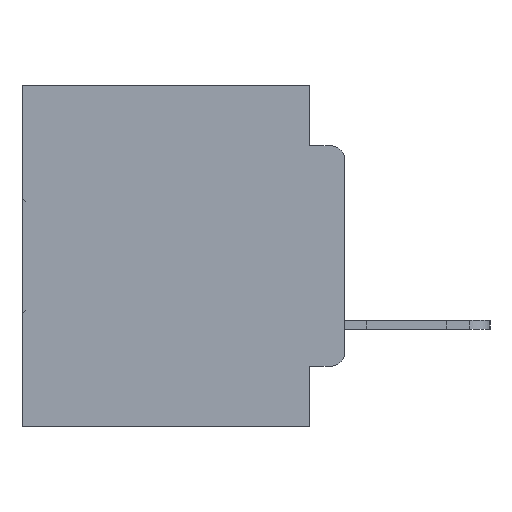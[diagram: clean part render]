
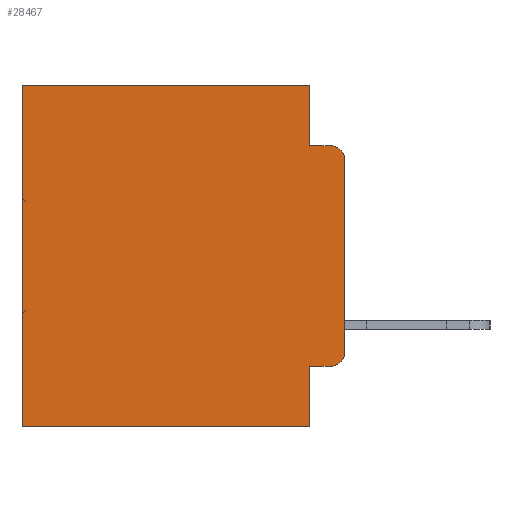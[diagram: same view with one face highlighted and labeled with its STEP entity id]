
A CAD part, left-side view. The second image highlights one B-rep face of the part: STEP entity #28467.
In plain terms, the highlighted planar face has unit normal (-1, 0, 0).
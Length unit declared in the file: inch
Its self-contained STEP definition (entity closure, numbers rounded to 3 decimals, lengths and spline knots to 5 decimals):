
#43 = CIRCLE ( 'NONE', #16481, 0.02 ) ;
#180 = CARTESIAN_POINT ( 'NONE',  ( 0.298, 0.051, -0.4115 ) ) ;
#502 = ORIENTED_EDGE ( 'NONE', *, *, #22372, .T. ) ;
#1330 = DIRECTION ( 'NONE',  ( 0., -1., 0. ) ) ;
#1419 = EDGE_CURVE ( 'NONE', #28807, #23497, #30660, .T. ) ;
#1560 = CARTESIAN_POINT ( 'NONE',  ( 0.298, 0., -0.3915 ) ) ;
#1719 = CARTESIAN_POINT ( 'NONE',  ( 0.298, 0.051, 0. ) ) ;
#1963 = ORIENTED_EDGE ( 'NONE', *, *, #30785, .F. ) ;
#1968 = VERTEX_POINT ( 'NONE', #13166 ) ;
#1991 = CARTESIAN_POINT ( 'NONE',  ( 0.298, 0.02, -0.4115 ) ) ;
#2757 = ORIENTED_EDGE ( 'NONE', *, *, #30537, .T. ) ;
#2912 = CARTESIAN_POINT ( 'NONE',  ( 0.298, 0.473, 0. ) ) ;
#3213 = VERTEX_POINT ( 'NONE', #31562 ) ;
#4109 = DIRECTION ( 'NONE',  ( -1., 0., 0. ) ) ;
#4427 = CARTESIAN_POINT ( 'NONE',  ( 0.298, 0.051, -0.4115 ) ) ;
#4642 = VECTOR ( 'NONE', #22813, 39.37008 ) ;
#5152 = CARTESIAN_POINT ( 'NONE',  ( 0.298, 0., -0.5 ) ) ;
#5291 = VERTEX_POINT ( 'NONE', #180 ) ;
#5298 = CARTESIAN_POINT ( 'NONE',  ( 0.298, 0., 0. ) ) ;
#5672 = DIRECTION ( 'NONE',  ( 0., 1., 0. ) ) ;
#6595 = ORIENTED_EDGE ( 'NONE', *, *, #11750, .T. ) ;
#6750 = LINE ( 'NONE', #5298, #32689 ) ;
#7122 = VERTEX_POINT ( 'NONE', #23188 ) ;
#7365 = VERTEX_POINT ( 'NONE', #19692 ) ;
#7589 = VECTOR ( 'NONE', #26185, 39.37008 ) ;
#7651 = CARTESIAN_POINT ( 'NONE',  ( 0.298, 0., 0. ) ) ;
#8611 = CARTESIAN_POINT ( 'NONE',  ( 0.298, 0.051, 0. ) ) ;
#10092 = VECTOR ( 'NONE', #23121, 39.37008 ) ;
#11689 = LINE ( 'NONE', #20739, #24035 ) ;
#11750 = EDGE_CURVE ( 'NONE', #19425, #7122, #17206, .T. ) ;
#12293 = DIRECTION ( 'NONE',  ( 0., 0., -1. ) ) ;
#12325 = EDGE_LOOP ( 'NONE', ( #29834, #502, #22666, #24723, #2757, #6595, #21308, #1963, #17420, #26807 ) ) ;
#12871 = VECTOR ( 'NONE', #1330, 39.37008 ) ;
#13166 = CARTESIAN_POINT ( 'NONE',  ( 0.298, 0.02, -0.0885 ) ) ;
#13902 = DIRECTION ( 'NONE',  ( 0., 0., -1. ) ) ;
#14694 = DIRECTION ( 'NONE',  ( 0., 0., -1. ) ) ;
#14702 = DIRECTION ( 'NONE',  ( 1., 0., 0. ) ) ;
#14749 = LINE ( 'NONE', #29390, #20936 ) ;
#15275 = VECTOR ( 'NONE', #5672, 39.37008 ) ;
#15724 = PLANE ( 'NONE',  #29502 ) ;
#15977 = VERTEX_POINT ( 'NONE', #1719 ) ;
#16390 = CARTESIAN_POINT ( 'NONE',  ( 0.298, 0., 0. ) ) ;
#16481 = AXIS2_PLACEMENT_3D ( 'NONE', #22852, #4109, #12293 ) ;
#16636 = EDGE_CURVE ( 'NONE', #5291, #28807, #27582, .T. ) ;
#17206 = LINE ( 'NONE', #2912, #10092 ) ;
#17420 = ORIENTED_EDGE ( 'NONE', *, *, #16636, .T. ) ;
#17821 = FACE_OUTER_BOUND ( 'NONE', #12325, .T. ) ;
#19070 = CARTESIAN_POINT ( 'NONE',  ( 0.298, 0., -0.1085 ) ) ;
#19425 = VERTEX_POINT ( 'NONE', #25578 ) ;
#19692 = CARTESIAN_POINT ( 'NONE',  ( 0.298, 0.051, -0.5 ) ) ;
#20268 = CARTESIAN_POINT ( 'NONE',  ( 0.298, 0.02, -0.3915 ) ) ;
#20607 = DIRECTION ( 'NONE',  ( 0., -1., 0. ) ) ;
#20739 = CARTESIAN_POINT ( 'NONE',  ( 0.298, 0.051, -0.0885 ) ) ;
#20936 = VECTOR ( 'NONE', #13902, 39.37008 ) ;
#21308 = ORIENTED_EDGE ( 'NONE', *, *, #22069, .F. ) ;
#21396 = DIRECTION ( 'NONE',  ( 0., 0., -1. ) ) ;
#22069 = EDGE_CURVE ( 'NONE', #7365, #7122, #22303, .T. ) ;
#22187 = EDGE_CURVE ( 'NONE', #15977, #3213, #32444, .T. ) ;
#22230 = AXIS2_PLACEMENT_3D ( 'NONE', #20268, #22636, #27025 ) ;
#22303 = LINE ( 'NONE', #5152, #15275 ) ;
#22372 = EDGE_CURVE ( 'NONE', #23551, #1968, #43, .T. ) ;
#22636 = DIRECTION ( 'NONE',  ( -1., 0., 0. ) ) ;
#22666 = ORIENTED_EDGE ( 'NONE', *, *, #26528, .F. ) ;
#22813 = DIRECTION ( 'NONE',  ( 0., 0., -1. ) ) ;
#22852 = CARTESIAN_POINT ( 'NONE',  ( 0.298, 0.02, -0.1085 ) ) ;
#23121 = DIRECTION ( 'NONE',  ( 0., 0., -1. ) ) ;
#23188 = CARTESIAN_POINT ( 'NONE',  ( 0.298, 0.473, -0.5 ) ) ;
#23497 = VERTEX_POINT ( 'NONE', #1560 ) ;
#23551 = VERTEX_POINT ( 'NONE', #19070 ) ;
#24035 = VECTOR ( 'NONE', #20607, 39.37008 ) ;
#24723 = ORIENTED_EDGE ( 'NONE', *, *, #22187, .F. ) ;
#25578 = CARTESIAN_POINT ( 'NONE',  ( 0.298, 0.473, 0. ) ) ;
#26185 = DIRECTION ( 'NONE',  ( 0., 1., 0. ) ) ;
#26528 = EDGE_CURVE ( 'NONE', #3213, #1968, #11689, .T. ) ;
#26807 = ORIENTED_EDGE ( 'NONE', *, *, #1419, .T. ) ;
#27020 = LINE ( 'NONE', #7651, #7589 ) ;
#27025 = DIRECTION ( 'NONE',  ( 0., 0., -1. ) ) ;
#27582 = LINE ( 'NONE', #4427, #12871 ) ;
#28467 = ADVANCED_FACE ( 'NONE', ( #17821 ), #15724, .F. ) ;
#28807 = VERTEX_POINT ( 'NONE', #1991 ) ;
#29390 = CARTESIAN_POINT ( 'NONE',  ( 0.298, 0.051, 0. ) ) ;
#29502 = AXIS2_PLACEMENT_3D ( 'NONE', #16390, #14702, #14694 ) ;
#29834 = ORIENTED_EDGE ( 'NONE', *, *, #30139, .F. ) ;
#30139 = EDGE_CURVE ( 'NONE', #23551, #23497, #6750, .T. ) ;
#30537 = EDGE_CURVE ( 'NONE', #15977, #19425, #27020, .T. ) ;
#30660 = CIRCLE ( 'NONE', #22230, 0.02 ) ;
#30785 = EDGE_CURVE ( 'NONE', #5291, #7365, #14749, .T. ) ;
#31562 = CARTESIAN_POINT ( 'NONE',  ( 0.298, 0.051, -0.0885 ) ) ;
#32444 = LINE ( 'NONE', #8611, #4642 ) ;
#32689 = VECTOR ( 'NONE', #21396, 39.37008 ) ;
